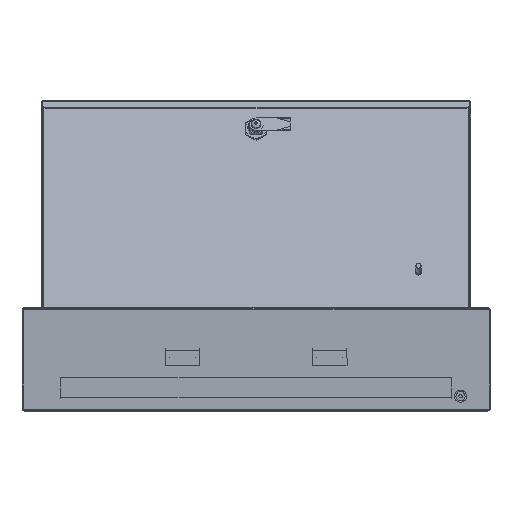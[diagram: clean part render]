
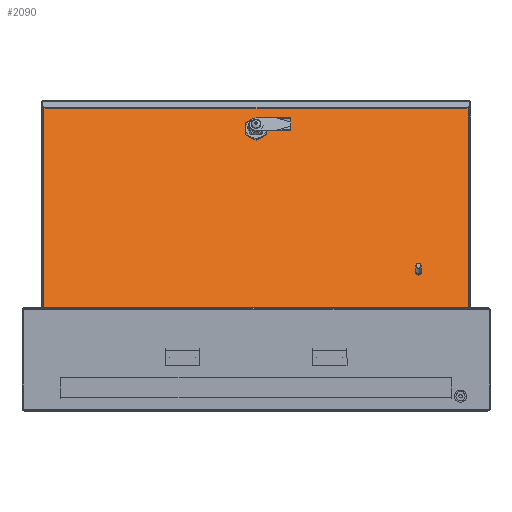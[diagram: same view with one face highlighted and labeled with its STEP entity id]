
A CAD part, left-side view. The second image highlights one B-rep face of the part: STEP entity #2090.
In plain terms, the highlighted face is planar.
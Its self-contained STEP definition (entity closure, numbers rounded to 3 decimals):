
#118 = DIRECTION ( 'NONE',  ( -1., 0., 0. ) ) ;
#263 = VECTOR ( 'NONE', #118, 1000. ) ;
#308 = LINE ( 'NONE', #17506, #19865 ) ;
#525 = CARTESIAN_POINT ( 'NONE',  ( -131.2, -245.7, 0. ) ) ;
#555 = FACE_OUTER_BOUND ( 'NONE', #1052, .T. ) ;
#779 = DIRECTION ( 'NONE',  ( 0., 0., -1. ) ) ;
#823 = ORIENTED_EDGE ( 'NONE', *, *, #18660, .T. ) ;
#987 = CARTESIAN_POINT ( 'NONE',  ( 73., -187.5, 0. ) ) ;
#1052 = EDGE_LOOP ( 'NONE', ( #14643, #3638, #1928, #823 ) ) ;
#1312 = VERTEX_POINT ( 'NONE', #8405 ) ;
#1338 = VECTOR ( 'NONE', #15130, 1000. ) ;
#1610 = AXIS2_PLACEMENT_3D ( 'NONE', #987, #779, #10290 ) ;
#1722 = DIRECTION ( 'NONE',  ( 1., 0., 0. ) ) ;
#1858 = LINE ( 'NONE', #11256, #263 ) ;
#1928 = ORIENTED_EDGE ( 'NONE', *, *, #16933, .T. ) ;
#2090 = ADVANCED_FACE ( 'NONE', ( #13057, #8140, #555 ), #19384, .F. ) ;
#3330 = VECTOR ( 'NONE', #19059, 1000. ) ;
#3453 = EDGE_CURVE ( 'NONE', #4677, #18442, #11763, .T. ) ;
#3638 = ORIENTED_EDGE ( 'NONE', *, *, #6291, .T. ) ;
#3643 = DIRECTION ( 'NONE',  ( 0., 0., 1. ) ) ;
#3807 = DIRECTION ( 'NONE',  ( 1., 0., 0. ) ) ;
#4004 = CARTESIAN_POINT ( 'NONE',  ( -131.2, 245.7, 0. ) ) ;
#4677 = VERTEX_POINT ( 'NONE', #525 ) ;
#4872 = ORIENTED_EDGE ( 'NONE', *, *, #16293, .F. ) ;
#5352 = CARTESIAN_POINT ( 'NONE',  ( 131.2, 245.7, 0. ) ) ;
#5372 = ORIENTED_EDGE ( 'NONE', *, *, #10469, .F. ) ;
#5683 = LINE ( 'NONE', #7147, #7432 ) ;
#6291 = EDGE_CURVE ( 'NONE', #18442, #17529, #308, .T. ) ;
#6401 = CARTESIAN_POINT ( 'NONE',  ( -102., 0., 0. ) ) ;
#6505 = CARTESIAN_POINT ( 'NONE',  ( -110.25, 4.71, 0. ) ) ;
#6756 = CARTESIAN_POINT ( 'NONE',  ( -131.2, -247.5, 0. ) ) ;
#7115 = CARTESIAN_POINT ( 'NONE',  ( -93.75, -4.71, 0. ) ) ;
#7147 = CARTESIAN_POINT ( 'NONE',  ( -110.25, -4.71, 0. ) ) ;
#7424 = EDGE_LOOP ( 'NONE', ( #14745 ) ) ;
#7432 = VECTOR ( 'NONE', #15175, 1000. ) ;
#7974 = EDGE_CURVE ( 'NONE', #14197, #14197, #15378, .T. ) ;
#8140 = FACE_BOUND ( 'NONE', #19564, .T. ) ;
#8405 = CARTESIAN_POINT ( 'NONE',  ( -93.75, 4.71, 0. ) ) ;
#8467 = VECTOR ( 'NONE', #10029, 1000. ) ;
#8859 = VERTEX_POINT ( 'NONE', #15775 ) ;
#8988 = VERTEX_POINT ( 'NONE', #7115 ) ;
#9171 = LINE ( 'NONE', #19896, #1338 ) ;
#9862 = CARTESIAN_POINT ( 'NONE',  ( -102., 0., 0. ) ) ;
#10029 = DIRECTION ( 'NONE',  ( 0., 1., 0. ) ) ;
#10111 = AXIS2_PLACEMENT_3D ( 'NONE', #9862, #14786, #3807 ) ;
#10290 = DIRECTION ( 'NONE',  ( -1., 0., 0. ) ) ;
#10469 = EDGE_CURVE ( 'NONE', #17810, #20043, #5683, .T. ) ;
#11175 = LINE ( 'NONE', #17323, #3330 ) ;
#11256 = CARTESIAN_POINT ( 'NONE',  ( 133., -245.7, 0. ) ) ;
#11763 = LINE ( 'NONE', #6756, #8467 ) ;
#12494 = EDGE_CURVE ( 'NONE', #8988, #17810, #18627, .T. ) ;
#13057 = FACE_BOUND ( 'NONE', #7424, .T. ) ;
#14197 = VERTEX_POINT ( 'NONE', #18690 ) ;
#14202 = CARTESIAN_POINT ( 'NONE',  ( -110.25, -4.71, 0. ) ) ;
#14507 = DIRECTION ( 'NONE',  ( 1., 0., 0. ) ) ;
#14643 = ORIENTED_EDGE ( 'NONE', *, *, #3453, .T. ) ;
#14745 = ORIENTED_EDGE ( 'NONE', *, *, #7974, .F. ) ;
#14786 = DIRECTION ( 'NONE',  ( 0., 0., -1. ) ) ;
#15130 = DIRECTION ( 'NONE',  ( 0., -1., 0. ) ) ;
#15175 = DIRECTION ( 'NONE',  ( 0., 1., 0. ) ) ;
#15378 = CIRCLE ( 'NONE', #1610, 0.5 ) ;
#15592 = ORIENTED_EDGE ( 'NONE', *, *, #16127, .F. ) ;
#15775 = CARTESIAN_POINT ( 'NONE',  ( 131.2, -245.7, 0. ) ) ;
#16127 = EDGE_CURVE ( 'NONE', #20043, #1312, #17359, .T. ) ;
#16144 = CARTESIAN_POINT ( 'NONE',  ( -133., -247.5, 0. ) ) ;
#16293 = EDGE_CURVE ( 'NONE', #1312, #8988, #9171, .T. ) ;
#16364 = AXIS2_PLACEMENT_3D ( 'NONE', #6401, #17268, #1722 ) ;
#16933 = EDGE_CURVE ( 'NONE', #17529, #8859, #11175, .T. ) ;
#17268 = DIRECTION ( 'NONE',  ( 0., 0., -1. ) ) ;
#17323 = CARTESIAN_POINT ( 'NONE',  ( 131.2, 2722.5, 0. ) ) ;
#17359 = CIRCLE ( 'NONE', #16364, 9.5 ) ;
#17506 = CARTESIAN_POINT ( 'NONE',  ( -133., 245.7, 0. ) ) ;
#17529 = VERTEX_POINT ( 'NONE', #5352 ) ;
#17810 = VERTEX_POINT ( 'NONE', #14202 ) ;
#17840 = ORIENTED_EDGE ( 'NONE', *, *, #12494, .F. ) ;
#18442 = VERTEX_POINT ( 'NONE', #4004 ) ;
#18627 = CIRCLE ( 'NONE', #10111, 9.5 ) ;
#18660 = EDGE_CURVE ( 'NONE', #8859, #4677, #1858, .T. ) ;
#18690 = CARTESIAN_POINT ( 'NONE',  ( 72.5, -187.5, 0. ) ) ;
#19059 = DIRECTION ( 'NONE',  ( 0., -1., 0. ) ) ;
#19129 = DIRECTION ( 'NONE',  ( 1., 0., 0. ) ) ;
#19384 = PLANE ( 'NONE',  #20172 ) ;
#19564 = EDGE_LOOP ( 'NONE', ( #5372, #17840, #4872, #15592 ) ) ;
#19865 = VECTOR ( 'NONE', #19129, 1000. ) ;
#19896 = CARTESIAN_POINT ( 'NONE',  ( -93.75, -4.71, 0. ) ) ;
#20043 = VERTEX_POINT ( 'NONE', #6505 ) ;
#20172 = AXIS2_PLACEMENT_3D ( 'NONE', #16144, #3643, #14507 ) ;
